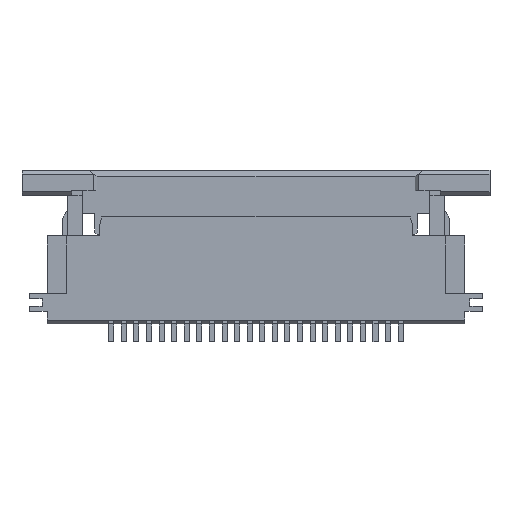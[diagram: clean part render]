
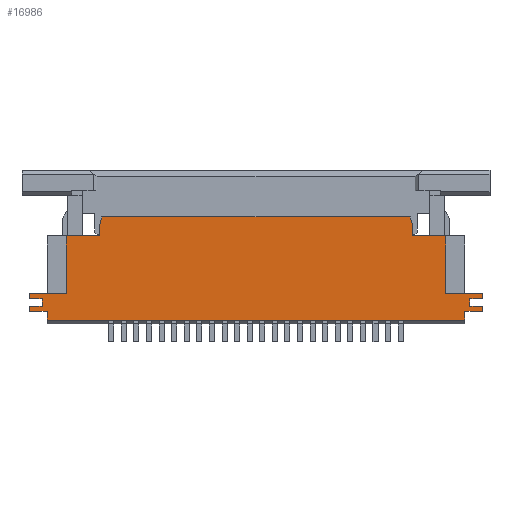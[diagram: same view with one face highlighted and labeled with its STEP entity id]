
A CAD part, front view. The second image highlights one B-rep face of the part: STEP entity #16986.
In plain terms, the highlighted planar face has unit normal (0, -1, 0).
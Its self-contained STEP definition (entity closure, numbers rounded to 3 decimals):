
#1267=DIRECTION('',(1.,0.,0.));
#1268=VECTOR('',#1267,1.325);
#1269=CARTESIAN_POINT('',(-7.55,0.,3.5));
#1270=LINE('',#1269,#1268);
#1695=DIRECTION('',(1.,0.,0.));
#1696=VECTOR('',#1695,1.325);
#1697=CARTESIAN_POINT('',(6.225,0.,3.5));
#1698=LINE('',#1697,#1696);
#2531=DIRECTION('',(-0.275,0.,0.962));
#2532=VECTOR('',#2531,0.364);
#2533=CARTESIAN_POINT('',(6.225,0.,3.9));
#2534=LINE('',#2533,#2532);
#2547=DIRECTION('',(0.,0.,-1.));
#2548=VECTOR('',#2547,0.4);
#2549=CARTESIAN_POINT('',(6.225,0.,3.9));
#2550=LINE('',#2549,#2548);
#2551=DIRECTION('',(0.,0.,1.));
#2552=VECTOR('',#2551,0.35);
#2553=CARTESIAN_POINT('',(8.3,0.,0.15));
#2554=LINE('',#2553,#2552);
#2555=DIRECTION('',(1.,0.,0.));
#2556=VECTOR('',#2555,16.6);
#2557=CARTESIAN_POINT('',(-8.3,0.,0.15));
#2558=LINE('',#2557,#2556);
#2559=DIRECTION('',(0.,0.,1.));
#2560=VECTOR('',#2559,0.35);
#2561=CARTESIAN_POINT('',(-8.3,0.,0.15));
#2562=LINE('',#2561,#2560);
#2563=DIRECTION('',(0.,0.,-1.));
#2564=VECTOR('',#2563,0.2);
#2565=CARTESIAN_POINT('',(-9.,0.,0.7));
#2566=LINE('',#2565,#2564);
#2567=DIRECTION('',(-1.,0.,0.));
#2568=VECTOR('',#2567,0.5);
#2569=CARTESIAN_POINT('',(-8.5,0.,0.7));
#2570=LINE('',#2569,#2568);
#2571=DIRECTION('',(0.,0.,-1.));
#2572=VECTOR('',#2571,0.3);
#2573=CARTESIAN_POINT('',(-8.5,0.,1.));
#2574=LINE('',#2573,#2572);
#2575=DIRECTION('',(1.,0.,0.));
#2576=VECTOR('',#2575,0.5);
#2577=CARTESIAN_POINT('',(-9.,0.,1.));
#2578=LINE('',#2577,#2576);
#2579=DIRECTION('',(0.,0.,-1.));
#2580=VECTOR('',#2579,0.2);
#2581=CARTESIAN_POINT('',(-9.,0.,1.2));
#2582=LINE('',#2581,#2580);
#2583=DIRECTION('',(0.,0.,1.));
#2584=VECTOR('',#2583,2.3);
#2585=CARTESIAN_POINT('',(-7.55,0.,1.2));
#2586=LINE('',#2585,#2584);
#2587=DIRECTION('',(1.,0.,0.));
#2588=VECTOR('',#2587,12.25);
#2589=CARTESIAN_POINT('',(-6.125,0.,4.25));
#2590=LINE('',#2589,#2588);
#2591=DIRECTION('',(0.,0.,1.));
#2592=VECTOR('',#2591,2.3);
#2593=CARTESIAN_POINT('',(7.55,0.,1.2));
#2594=LINE('',#2593,#2592);
#2595=DIRECTION('',(0.,0.,1.));
#2596=VECTOR('',#2595,0.2);
#2597=CARTESIAN_POINT('',(9.,0.,1.));
#2598=LINE('',#2597,#2596);
#2599=DIRECTION('',(1.,0.,0.));
#2600=VECTOR('',#2599,0.5);
#2601=CARTESIAN_POINT('',(8.5,0.,1.));
#2602=LINE('',#2601,#2600);
#2603=DIRECTION('',(0.,0.,1.));
#2604=VECTOR('',#2603,0.3);
#2605=CARTESIAN_POINT('',(8.5,0.,0.7));
#2606=LINE('',#2605,#2604);
#2607=DIRECTION('',(-1.,0.,0.));
#2608=VECTOR('',#2607,0.5);
#2609=CARTESIAN_POINT('',(9.,0.,0.7));
#2610=LINE('',#2609,#2608);
#2611=DIRECTION('',(0.,0.,1.));
#2612=VECTOR('',#2611,0.2);
#2613=CARTESIAN_POINT('',(9.,0.,0.5));
#2614=LINE('',#2613,#2612);
#10169=DIRECTION('',(0.275,0.,0.962));
#10170=VECTOR('',#10169,0.364);
#10171=CARTESIAN_POINT('',(-6.225,0.,3.9));
#10172=LINE('',#10171,#10170);
#10177=DIRECTION('',(0.,0.,-1.));
#10178=VECTOR('',#10177,0.4);
#10179=CARTESIAN_POINT('',(-6.225,0.,3.9));
#10180=LINE('',#10179,#10178);
#10225=DIRECTION('',(-1.,0.,0.));
#10226=VECTOR('',#10225,1.45);
#10227=CARTESIAN_POINT('',(9.,0.,1.2));
#10228=LINE('',#10227,#10226);
#10241=DIRECTION('',(-1.,0.,0.));
#10242=VECTOR('',#10241,1.45);
#10243=CARTESIAN_POINT('',(-7.55,0.,1.2));
#10244=LINE('',#10243,#10242);
#10297=DIRECTION('',(1.,0.,0.));
#10298=VECTOR('',#10297,0.7);
#10299=CARTESIAN_POINT('',(-9.,0.,0.5));
#10300=LINE('',#10299,#10298);
#10337=DIRECTION('',(1.,0.,0.));
#10338=VECTOR('',#10337,0.7);
#10339=CARTESIAN_POINT('',(8.3,0.,0.5));
#10340=LINE('',#10339,#10338);
#10413=CARTESIAN_POINT('',(-9.,0.,1.2));
#10414=CARTESIAN_POINT('',(-9.,0.,1.));
#10415=VERTEX_POINT('',#10413);
#10416=VERTEX_POINT('',#10414);
#10417=CARTESIAN_POINT('',(-8.5,0.,1.));
#10418=VERTEX_POINT('',#10417);
#10419=CARTESIAN_POINT('',(-8.5,0.,0.7));
#10420=VERTEX_POINT('',#10419);
#10421=CARTESIAN_POINT('',(-9.,0.,0.7));
#10422=VERTEX_POINT('',#10421);
#10423=CARTESIAN_POINT('',(-9.,0.,0.5));
#10424=VERTEX_POINT('',#10423);
#10425=CARTESIAN_POINT('',(9.,0.,0.5));
#10426=CARTESIAN_POINT('',(9.,0.,0.7));
#10427=VERTEX_POINT('',#10425);
#10428=VERTEX_POINT('',#10426);
#10429=CARTESIAN_POINT('',(8.5,0.,0.7));
#10430=VERTEX_POINT('',#10429);
#10431=CARTESIAN_POINT('',(8.5,0.,1.));
#10432=VERTEX_POINT('',#10431);
#10433=CARTESIAN_POINT('',(9.,0.,1.));
#10434=VERTEX_POINT('',#10433);
#10435=CARTESIAN_POINT('',(9.,0.,1.2));
#10436=VERTEX_POINT('',#10435);
#10469=CARTESIAN_POINT('',(-6.225,0.,3.5));
#10470=VERTEX_POINT('',#10469);
#10471=CARTESIAN_POINT('',(6.225,0.,3.5));
#10472=VERTEX_POINT('',#10471);
#10473=CARTESIAN_POINT('',(6.225,0.,3.9));
#10474=VERTEX_POINT('',#10473);
#10476=CARTESIAN_POINT('',(6.125,0.,4.25));
#10478=VERTEX_POINT('',#10476);
#10479=CARTESIAN_POINT('',(-6.225,0.,3.9));
#10480=VERTEX_POINT('',#10479);
#10482=CARTESIAN_POINT('',(-6.125,0.,4.25));
#10484=VERTEX_POINT('',#10482);
#11045=CARTESIAN_POINT('',(7.55,0.,3.5));
#11046=VERTEX_POINT('',#11045);
#11051=CARTESIAN_POINT('',(-7.55,0.,3.5));
#11053=VERTEX_POINT('',#11051);
#11057=CARTESIAN_POINT('',(7.55,0.,1.2));
#11058=VERTEX_POINT('',#11057);
#11059=CARTESIAN_POINT('',(-7.55,0.,1.2));
#11060=VERTEX_POINT('',#11059);
#11339=CARTESIAN_POINT('',(8.3,0.,0.15));
#11340=CARTESIAN_POINT('',(8.3,0.,0.5));
#11341=VERTEX_POINT('',#11339);
#11342=VERTEX_POINT('',#11340);
#11343=CARTESIAN_POINT('',(-8.3,0.,0.15));
#11344=CARTESIAN_POINT('',(-8.3,0.,0.5));
#11345=VERTEX_POINT('',#11343);
#11346=VERTEX_POINT('',#11344);
#16933=CARTESIAN_POINT('',(-8.3,0.,0.));
#16934=DIRECTION('',(0.,-1.,0.));
#16935=DIRECTION('',(1.,0.,0.));
#16936=AXIS2_PLACEMENT_3D('',#16933,#16934,#16935);
#16937=PLANE('',#16936);
#16938=ORIENTED_EDGE('',*,*,#14277,.F.);
#16939=ORIENTED_EDGE('',*,*,#14251,.F.);
#16941=ORIENTED_EDGE('',*,*,#16940,.T.);
#16943=ORIENTED_EDGE('',*,*,#16942,.F.);
#16945=ORIENTED_EDGE('',*,*,#16944,.F.);
#16947=ORIENTED_EDGE('',*,*,#16946,.F.);
#16949=ORIENTED_EDGE('',*,*,#16948,.F.);
#16951=ORIENTED_EDGE('',*,*,#16950,.F.);
#16953=ORIENTED_EDGE('',*,*,#16952,.F.);
#16955=ORIENTED_EDGE('',*,*,#16954,.F.);
#16957=ORIENTED_EDGE('',*,*,#16956,.T.);
#16958=ORIENTED_EDGE('',*,*,#14683,.T.);
#16960=ORIENTED_EDGE('',*,*,#16959,.F.);
#16962=ORIENTED_EDGE('',*,*,#16961,.T.);
#16964=ORIENTED_EDGE('',*,*,#16963,.T.);
#16965=ORIENTED_EDGE('',*,*,#16912,.F.);
#16966=ORIENTED_EDGE('',*,*,#16927,.T.);
#16967=ORIENTED_EDGE('',*,*,#14921,.T.);
#16969=ORIENTED_EDGE('',*,*,#16968,.F.);
#16971=ORIENTED_EDGE('',*,*,#16970,.F.);
#16973=ORIENTED_EDGE('',*,*,#16972,.F.);
#16975=ORIENTED_EDGE('',*,*,#16974,.F.);
#16977=ORIENTED_EDGE('',*,*,#16976,.F.);
#16979=ORIENTED_EDGE('',*,*,#16978,.F.);
#16981=ORIENTED_EDGE('',*,*,#16980,.F.);
#16983=ORIENTED_EDGE('',*,*,#16982,.F.);
#16984=EDGE_LOOP('',(#16938,#16939,#16941,#16943,#16945,#16947,#16949,#16951,
#16953,#16955,#16957,#16958,#16960,#16962,#16964,#16965,#16966,#16967,#16969,
#16971,#16973,#16975,#16977,#16979,#16981,#16983));
#16985=FACE_OUTER_BOUND('',#16984,.F.);
#16986=ADVANCED_FACE('',(#16985),#16937,.T.);
#14251=EDGE_CURVE('',#11345,#11341,#2558,.T.);
#14277=EDGE_CURVE('',#11341,#11342,#2554,.T.);
#14683=EDGE_CURVE('',#11053,#10470,#1270,.T.);
#14921=EDGE_CURVE('',#10472,#11046,#1698,.T.);
#16912=EDGE_CURVE('',#10474,#10478,#2534,.T.);
#16927=EDGE_CURVE('',#10474,#10472,#2550,.T.);
#16940=EDGE_CURVE('',#11345,#11346,#2562,.T.);
#16942=EDGE_CURVE('',#10424,#11346,#10300,.T.);
#16944=EDGE_CURVE('',#10422,#10424,#2566,.T.);
#16946=EDGE_CURVE('',#10420,#10422,#2570,.T.);
#16948=EDGE_CURVE('',#10418,#10420,#2574,.T.);
#16950=EDGE_CURVE('',#10416,#10418,#2578,.T.);
#16952=EDGE_CURVE('',#10415,#10416,#2582,.T.);
#16954=EDGE_CURVE('',#11060,#10415,#10244,.T.);
#16956=EDGE_CURVE('',#11060,#11053,#2586,.T.);
#16959=EDGE_CURVE('',#10480,#10470,#10180,.T.);
#16961=EDGE_CURVE('',#10480,#10484,#10172,.T.);
#16963=EDGE_CURVE('',#10484,#10478,#2590,.T.);
#16968=EDGE_CURVE('',#11058,#11046,#2594,.T.);
#16970=EDGE_CURVE('',#10436,#11058,#10228,.T.);
#16972=EDGE_CURVE('',#10434,#10436,#2598,.T.);
#16974=EDGE_CURVE('',#10432,#10434,#2602,.T.);
#16976=EDGE_CURVE('',#10430,#10432,#2606,.T.);
#16978=EDGE_CURVE('',#10428,#10430,#2610,.T.);
#16980=EDGE_CURVE('',#10427,#10428,#2614,.T.);
#16982=EDGE_CURVE('',#11342,#10427,#10340,.T.);
